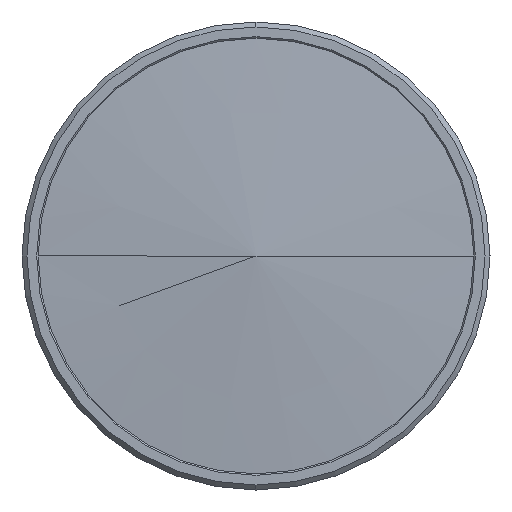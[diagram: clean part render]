
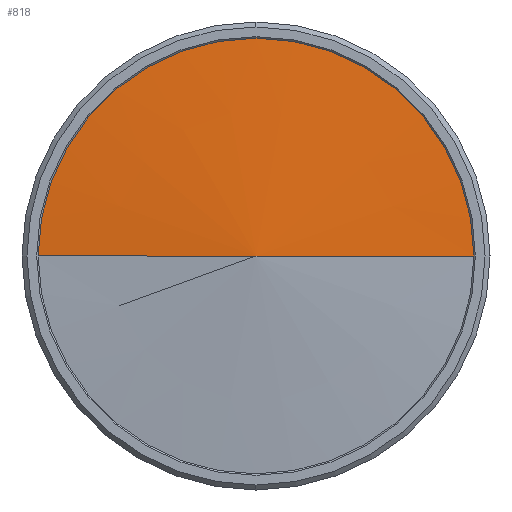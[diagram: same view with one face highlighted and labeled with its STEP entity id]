
A CAD part, left-side view. The second image highlights one B-rep face of the part: STEP entity #818.
In plain terms, the highlighted conical face has half-angle 85.826 degrees and reference radius 13701.8 mm.
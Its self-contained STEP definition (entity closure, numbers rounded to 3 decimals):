
#556 = AXIS2_PLACEMENT_3D ( 'NONE', #724, #2420, #4141 ) ;
#558 = VERTEX_POINT ( 'NONE', #972 ) ;
#701 = EDGE_CURVE ( 'NONE', #2770, #558, #2798, .T. ) ;
#724 = CARTESIAN_POINT ( 'NONE',  ( 1000., 0., 0. ) ) ;
#818 = ADVANCED_FACE ( 'NONE', ( #4291 ), #992, .T. ) ;
#972 = CARTESIAN_POINT ( 'NONE',  ( 3.193, -43.75, 0. ) ) ;
#992 = CONICAL_SURFACE ( 'NONE', #556, 13701.844, 1.498 ) ;
#997 = CARTESIAN_POINT ( 'NONE',  ( 0., 0., 0. ) ) ;
#1083 = EDGE_CURVE ( 'NONE', #1487, #558, #2372, .T. ) ;
#1101 = CARTESIAN_POINT ( 'NONE',  ( 0., 0., 0. ) ) ;
#1223 = VECTOR ( 'NONE', #1912, 1000. ) ;
#1234 = ORIENTED_EDGE ( 'NONE', *, *, #3341, .F. ) ;
#1396 = DIRECTION ( 'NONE',  ( 0.073, 0.997, 0. ) ) ;
#1487 = VERTEX_POINT ( 'NONE', #997 ) ;
#1581 = CARTESIAN_POINT ( 'NONE',  ( 0., 0., 0. ) ) ;
#1912 = DIRECTION ( 'NONE',  ( 0.073, -0.997, 0. ) ) ;
#2114 = EDGE_LOOP ( 'NONE', ( #1234, #2710, #3768 ) ) ;
#2372 = LINE ( 'NONE', #1581, #1223 ) ;
#2396 = CARTESIAN_POINT ( 'NONE',  ( 3.193, 0., 0. ) ) ;
#2420 = DIRECTION ( 'NONE',  ( 1., 0., 0. ) ) ;
#2710 = ORIENTED_EDGE ( 'NONE', *, *, #1083, .T. ) ;
#2770 = VERTEX_POINT ( 'NONE', #4367 ) ;
#2798 = CIRCLE ( 'NONE', #3455, 43.75 ) ;
#2953 = VECTOR ( 'NONE', #1396, 1000. ) ;
#3228 = LINE ( 'NONE', #1101, #2953 ) ;
#3341 = EDGE_CURVE ( 'NONE', #1487, #2770, #3228, .T. ) ;
#3455 = AXIS2_PLACEMENT_3D ( 'NONE', #2396, #4391, #4060 ) ;
#3768 = ORIENTED_EDGE ( 'NONE', *, *, #701, .F. ) ;
#4060 = DIRECTION ( 'NONE',  ( 0., 0., -1. ) ) ;
#4141 = DIRECTION ( 'NONE',  ( 0., 1., 0. ) ) ;
#4291 = FACE_OUTER_BOUND ( 'NONE', #2114, .T. ) ;
#4367 = CARTESIAN_POINT ( 'NONE',  ( 3.193, 43.75, 0. ) ) ;
#4391 = DIRECTION ( 'NONE',  ( 1., 0., 0. ) ) ;
